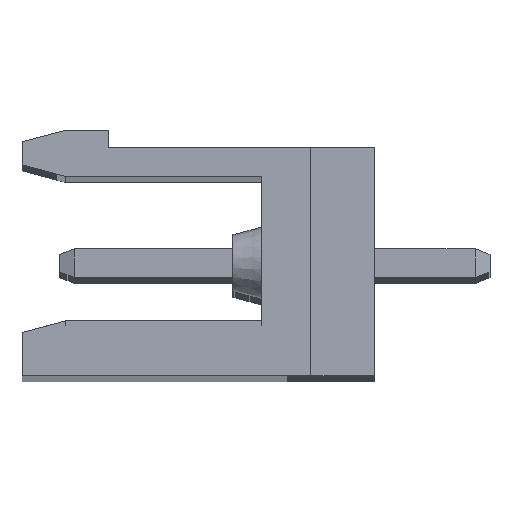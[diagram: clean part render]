
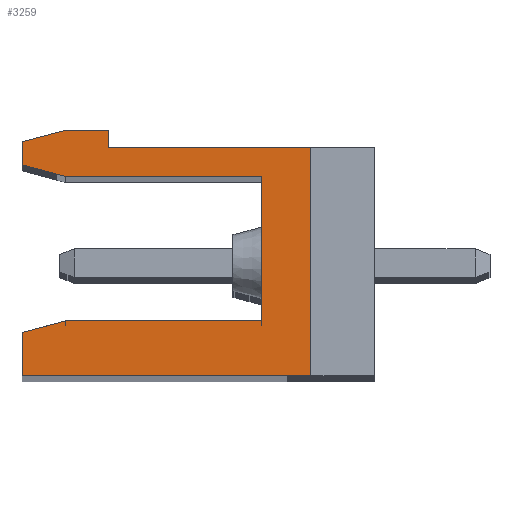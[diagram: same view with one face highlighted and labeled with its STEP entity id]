
A CAD part, top view. The second image highlights one B-rep face of the part: STEP entity #3259.
In plain terms, the highlighted planar face has unit normal (0, 0, 1).
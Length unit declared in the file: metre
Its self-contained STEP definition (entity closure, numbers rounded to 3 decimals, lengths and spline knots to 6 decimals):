
#3259=ADVANCED_FACE('',(#6831),#6832,.F.);
#6831=FACE_OUTER_BOUND('',#10607,.T.);
#6832=PLANE('',#10608);
#10607=EDGE_LOOP('',(#20454,#20455,#20456,#20457,#20458,#20459,#20460,#20461,#20462,#20463,#20464,#20465,#20466));
#10608=AXIS2_PLACEMENT_3D('',#20467,#20468,#20469);
#20454=ORIENTED_EDGE('',*,*,#23296,.F.);
#20455=ORIENTED_EDGE('',*,*,#23008,.F.);
#20456=ORIENTED_EDGE('',*,*,#25900,.F.);
#20457=ORIENTED_EDGE('',*,*,#25908,.F.);
#20458=ORIENTED_EDGE('',*,*,#22944,.T.);
#20459=ORIENTED_EDGE('',*,*,#23292,.T.);
#20460=ORIENTED_EDGE('',*,*,#25880,.T.);
#20461=ORIENTED_EDGE('',*,*,#22201,.T.);
#20462=ORIENTED_EDGE('',*,*,#23299,.T.);
#20463=ORIENTED_EDGE('',*,*,#23302,.T.);
#20464=ORIENTED_EDGE('',*,*,#23396,.T.);
#20465=ORIENTED_EDGE('',*,*,#25868,.T.);
#20466=ORIENTED_EDGE('',*,*,#22389,.F.);
#20467=CARTESIAN_POINT('',(-0.0037,0.0069,1.96824));
#20468=DIRECTION('',(0.0,0.0,-1.0));
#20469=DIRECTION('',(0.0,-1.0,0.0));
#22201=EDGE_CURVE('',#26479,#26477,#26480,.T.);
#22389=EDGE_CURVE('',#26852,#26854,#26855,.T.);
#22944=EDGE_CURVE('',#27753,#27751,#27754,.T.);
#23008=EDGE_CURVE('',#27865,#27866,#27867,.T.);
#23292=EDGE_CURVE('',#27751,#28396,#28398,.T.);
#23296=EDGE_CURVE('',#27866,#26852,#28402,.T.);
#23299=EDGE_CURVE('',#26477,#28404,#28406,.T.);
#23302=EDGE_CURVE('',#28404,#28408,#28410,.T.);
#23396=EDGE_CURVE('',#28408,#28591,#28593,.T.);
#25868=EDGE_CURVE('',#28591,#26854,#31915,.T.);
#25880=EDGE_CURVE('',#28396,#26479,#31927,.T.);
#25900=EDGE_CURVE('',#31947,#27865,#31949,.T.);
#25908=EDGE_CURVE('',#27753,#31947,#31958,.T.);
#26477=VERTEX_POINT('',#32696);
#26479=VERTEX_POINT('',#32699);
#26480=LINE('',#32700,#32701);
#26852=VERTEX_POINT('',#33258);
#26854=VERTEX_POINT('',#33261);
#26855=LINE('',#33262,#33263);
#27751=VERTEX_POINT('',#34616);
#27753=VERTEX_POINT('',#34619);
#27754=LINE('',#34620,#34621);
#27865=VERTEX_POINT('',#34767);
#27866=VERTEX_POINT('',#34768);
#27867=LINE('',#34769,#34770);
#28396=VERTEX_POINT('',#35529);
#28398=LINE('',#35532,#35533);
#28402=LINE('',#35539,#35540);
#28404=VERTEX_POINT('',#35542);
#28406=LINE('',#35545,#35546);
#28408=VERTEX_POINT('',#35548);
#28410=LINE('',#35551,#35552);
#28591=VERTEX_POINT('',#35823);
#28593=LINE('',#35826,#35827);
#31915=LINE('',#40796,#40797);
#31927=LINE('',#40815,#40816);
#31947=VERTEX_POINT('',#40845);
#31949=LINE('',#40848,#40849);
#31958=LINE('',#40865,#40866);
#32696=CARTESIAN_POINT('',(-0.009,0.0079,1.96824));
#32699=CARTESIAN_POINT('',(-0.002,0.0079,1.96824));
#32700=CARTESIAN_POINT('',(-0.0022,0.0079,1.96824));
#32701=VECTOR('',#41834,1.0);
#33258=CARTESIAN_POINT('',(-0.010507,0.0069,1.96824));
#33261=CARTESIAN_POINT('',(-0.012,0.0073,1.96824));
#33262=CARTESIAN_POINT('',(-0.012,0.0073,1.96824));
#33263=VECTOR('',#42021,1.0);
#34616=CARTESIAN_POINT('',(-0.012,0.,1.96824));
#34619=CARTESIAN_POINT('',(-0.012,0.001498,1.96824));
#34620=CARTESIAN_POINT('',(-0.012,0.0082,1.96824));
#34621=VECTOR('',#42502,1.0);
#34767=CARTESIAN_POINT('',(-0.0037,0.0019,1.96824));
#34768=CARTESIAN_POINT('',(-0.0037,0.0069,1.96824));
#34769=CARTESIAN_POINT('',(-0.0037,0.0069,1.96824));
#34770=VECTOR('',#42601,1.0);
#35529=CARTESIAN_POINT('',(-0.002,0.,1.96824));
#35532=CARTESIAN_POINT('',(-0.012,0.,1.96824));
#35533=VECTOR('',#42953,1.0);
#35539=CARTESIAN_POINT('',(-0.010507,0.0069,1.96824));
#35540=VECTOR('',#42956,1.0);
#35542=CARTESIAN_POINT('',(-0.009,0.0085,1.96824));
#35545=CARTESIAN_POINT('',(-0.009,0.0081,1.96824));
#35546=VECTOR('',#42958,1.0);
#35548=CARTESIAN_POINT('',(-0.010507,0.0085,1.96824));
#35551=CARTESIAN_POINT('',(-0.009,0.0085,1.96824));
#35552=VECTOR('',#42960,1.0);
#35823=CARTESIAN_POINT('',(-0.012,0.0081,1.96824));
#35826=CARTESIAN_POINT('',(-0.010507,0.0085,1.96824));
#35827=VECTOR('',#43052,1.0);
#40796=CARTESIAN_POINT('',(-0.012,0.0082,1.96824));
#40797=VECTOR('',#44712,1.0);
#40815=CARTESIAN_POINT('',(-0.002,0.0079,1.96824));
#40816=VECTOR('',#44719,1.0);
#40845=CARTESIAN_POINT('',(-0.0105,0.0019,1.96824));
#40848=CARTESIAN_POINT('',(-0.0037,0.0019,1.96824));
#40849=VECTOR('',#44730,1.0);
#40865=CARTESIAN_POINT('',(-0.0105,0.0019,1.96824));
#40866=VECTOR('',#44735,1.0);
#41834=DIRECTION('',(-1.0,0.0,0.0));
#42021=DIRECTION('',(-0.966,0.259,0.0));
#42502=DIRECTION('',(0.0,-1.0,0.0));
#42601=DIRECTION('',(0.,1.0,0.0));
#42953=DIRECTION('',(1.0,0.0,0.0));
#42956=DIRECTION('',(-1.0,0.0,0.0));
#42958=DIRECTION('',(0.,1.0,0.0));
#42960=DIRECTION('',(-1.0,0.0,0.0));
#43052=DIRECTION('',(-0.966,-0.259,0.0));
#44712=DIRECTION('',(0.0,-1.0,0.0));
#44719=DIRECTION('',(0.0,1.0,0.0));
#44730=DIRECTION('',(1.0,0.0,0.0));
#44735=DIRECTION('',(0.966,0.259,0.0));
